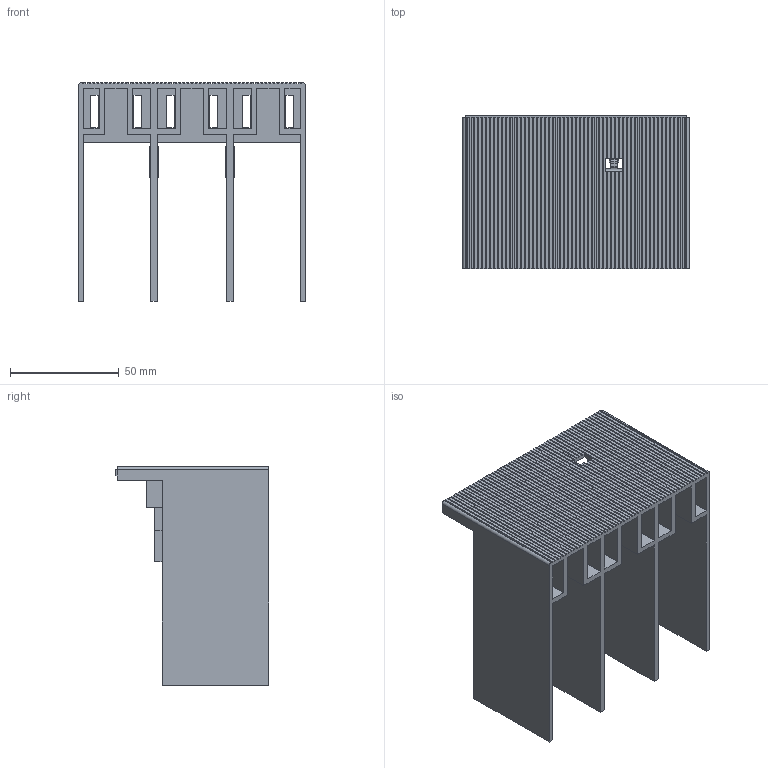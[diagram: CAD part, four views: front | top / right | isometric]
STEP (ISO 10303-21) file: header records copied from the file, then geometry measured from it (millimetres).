
FILE_DESCRIPTION( ( 'STEP AP214' ), '1' );
FILE_NAME( 'abb_LT205-30L_Terminal shrouds, long, 3-pole AF190-AF205.stp', '2019-03-06T22:04:04', ( '' ), ( '' ), ' ', 'PARTsolutions', ' ' );
FILE_SCHEMA( ( 'AUTOMOTIVE_DESIGN { 1 0 10303 214 1 1 1 1 }' ) );
Length unit declared in the file: millimetre
Products named in the file (1): _abb_LT205-30L_Terminal shrouds, long, 3-pole AF190-AF205
Bounding box: 104.55 x 70.7 x 100.69 mm (x, y, z)
Volume: 91633.5 mm3; surface area: 80384.6 mm2
Topology: 1 solids, 1 shells, 418 faces, 1236 edges, 824 vertices
Faces by surface type: plane 413, cylinder 5
Entity records: 17060 total; most frequent: CARTESIAN_POINT 2479, ORIENTED_EDGE 2472, DIRECTION 2086, EDGE_CURVE 1236, LINE 1224, VECTOR 1224, VERTEX_POINT 824, EDGE_LOOP 436
